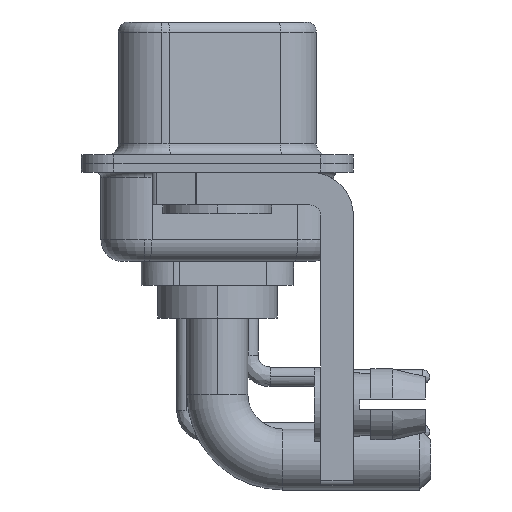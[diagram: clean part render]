
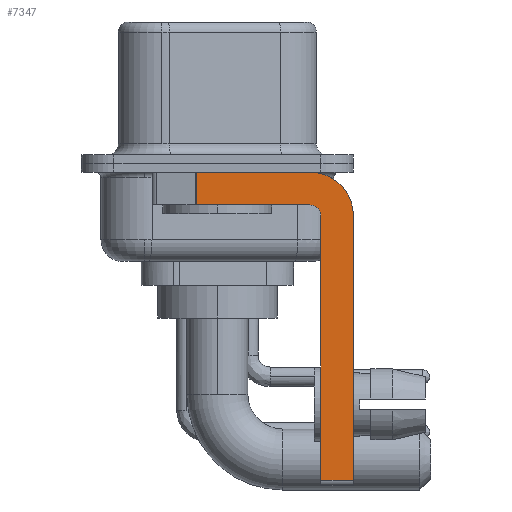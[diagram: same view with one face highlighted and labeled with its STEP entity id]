
A CAD part, left-side view. The second image highlights one B-rep face of the part: STEP entity #7347.
In plain terms, the highlighted planar face has unit normal (-1, 0, 0).
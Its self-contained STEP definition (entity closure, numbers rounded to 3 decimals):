
#453 = VECTOR ( 'NONE', #3454, 1000. ) ;
#466 = EDGE_CURVE ( 'NONE', #12964, #21940, #11402, .T. ) ;
#906 = CIRCLE ( 'NONE', #15600, 0.5 ) ;
#1191 = VECTOR ( 'NONE', #13255, 1000. ) ;
#1346 = DIRECTION ( 'NONE',  ( -1., 0., 0. ) ) ;
#1469 = CARTESIAN_POINT ( 'NONE',  ( -2.9, -4.25, -0.4 ) ) ;
#1531 = VECTOR ( 'NONE', #7845, 1000. ) ;
#3212 = CARTESIAN_POINT ( 'NONE',  ( -2.9, 0.978, -0.4 ) ) ;
#3234 = AXIS2_PLACEMENT_3D ( 'NONE', #19218, #8729, #17333 ) ;
#3454 = DIRECTION ( 'NONE',  ( 0., 0., 1. ) ) ;
#3698 = CARTESIAN_POINT ( 'NONE',  ( -2.9, -4.25, -14.55 ) ) ;
#3762 = PLANE ( 'NONE',  #5579 ) ;
#3981 = ORIENTED_EDGE ( 'NONE', *, *, #22910, .F. ) ;
#4101 = DIRECTION ( 'NONE',  ( 1., 0., 0. ) ) ;
#5029 = CARTESIAN_POINT ( 'NONE',  ( -2.9, -4.75, -14.55 ) ) ;
#5579 = AXIS2_PLACEMENT_3D ( 'NONE', #5753, #4101, #18145 ) ;
#5753 = CARTESIAN_POINT ( 'NONE',  ( -2.9, -4.25, -2.4 ) ) ;
#7072 = VERTEX_POINT ( 'NONE', #22948 ) ;
#7347 = ADVANCED_FACE ( 'NONE', ( #20237 ), #3762, .F. ) ;
#7563 = VECTOR ( 'NONE', #11531, 1000. ) ;
#7614 = CARTESIAN_POINT ( 'NONE',  ( -2.9, -4.25, -1.9 ) ) ;
#7845 = DIRECTION ( 'NONE',  ( 0., 1., 0. ) ) ;
#8729 = DIRECTION ( 'NONE',  ( 1., 0., 0. ) ) ;
#9419 = EDGE_CURVE ( 'NONE', #19484, #7072, #17956, .T. ) ;
#10030 = EDGE_CURVE ( 'NONE', #19390, #21940, #14695, .T. ) ;
#10375 = CARTESIAN_POINT ( 'NONE',  ( -2.9, -4.75, -2.4 ) ) ;
#11402 = LINE ( 'NONE', #15041, #15011 ) ;
#11531 = DIRECTION ( 'NONE',  ( 0., 0., -1. ) ) ;
#12084 = VECTOR ( 'NONE', #14779, 1000. ) ;
#12358 = EDGE_CURVE ( 'NONE', #14997, #7072, #21263, .T. ) ;
#12734 = ORIENTED_EDGE ( 'NONE', *, *, #23219, .F. ) ;
#12958 = CARTESIAN_POINT ( 'NONE',  ( -2.9, -6.25, -2.4 ) ) ;
#12964 = VERTEX_POINT ( 'NONE', #3212 ) ;
#13017 = LINE ( 'NONE', #22334, #1191 ) ;
#13255 = DIRECTION ( 'NONE',  ( 0., -1., 0. ) ) ;
#13372 = CIRCLE ( 'NONE', #3234, 2. ) ;
#14304 = EDGE_CURVE ( 'NONE', #15287, #19390, #906, .T. ) ;
#14647 = CARTESIAN_POINT ( 'NONE',  ( -2.9, 0.978, -1.9 ) ) ;
#14695 = LINE ( 'NONE', #7614, #1531 ) ;
#14779 = DIRECTION ( 'NONE',  ( 0., -1., 0. ) ) ;
#14997 = VERTEX_POINT ( 'NONE', #12958 ) ;
#15011 = VECTOR ( 'NONE', #18576, 1000. ) ;
#15041 = CARTESIAN_POINT ( 'NONE',  ( -2.9, 0.978, -1.9 ) ) ;
#15236 = EDGE_CURVE ( 'NONE', #17324, #14997, #13372, .T. ) ;
#15287 = VERTEX_POINT ( 'NONE', #10375 ) ;
#15600 = AXIS2_PLACEMENT_3D ( 'NONE', #21514, #1346, #19274 ) ;
#16179 = CARTESIAN_POINT ( 'NONE',  ( -2.9, -4.75, -14.8 ) ) ;
#17175 = CARTESIAN_POINT ( 'NONE',  ( -2.9, -6.25, -2.4 ) ) ;
#17324 = VERTEX_POINT ( 'NONE', #1469 ) ;
#17333 = DIRECTION ( 'NONE',  ( 0., 0., -1. ) ) ;
#17698 = EDGE_LOOP ( 'NONE', ( #3981, #22287, #20258, #20955, #12734, #19315, #21201, #23088 ) ) ;
#17956 = LINE ( 'NONE', #3698, #12084 ) ;
#18145 = DIRECTION ( 'NONE',  ( 0., 0., -1. ) ) ;
#18576 = DIRECTION ( 'NONE',  ( 0., 0., -1. ) ) ;
#18987 = CARTESIAN_POINT ( 'NONE',  ( -2.9, -4.25, -1.9 ) ) ;
#19218 = CARTESIAN_POINT ( 'NONE',  ( -2.9, -4.25, -2.4 ) ) ;
#19274 = DIRECTION ( 'NONE',  ( 0., 0., 1. ) ) ;
#19315 = ORIENTED_EDGE ( 'NONE', *, *, #9419, .T. ) ;
#19390 = VERTEX_POINT ( 'NONE', #18987 ) ;
#19484 = VERTEX_POINT ( 'NONE', #5029 ) ;
#20237 = FACE_OUTER_BOUND ( 'NONE', #17698, .T. ) ;
#20258 = ORIENTED_EDGE ( 'NONE', *, *, #10030, .F. ) ;
#20955 = ORIENTED_EDGE ( 'NONE', *, *, #14304, .F. ) ;
#21201 = ORIENTED_EDGE ( 'NONE', *, *, #12358, .F. ) ;
#21244 = LINE ( 'NONE', #16179, #453 ) ;
#21263 = LINE ( 'NONE', #17175, #7563 ) ;
#21514 = CARTESIAN_POINT ( 'NONE',  ( -2.9, -4.25, -2.4 ) ) ;
#21940 = VERTEX_POINT ( 'NONE', #14647 ) ;
#22287 = ORIENTED_EDGE ( 'NONE', *, *, #466, .T. ) ;
#22334 = CARTESIAN_POINT ( 'NONE',  ( -2.9, 3., -0.4 ) ) ;
#22910 = EDGE_CURVE ( 'NONE', #12964, #17324, #13017, .T. ) ;
#22948 = CARTESIAN_POINT ( 'NONE',  ( -2.9, -6.25, -14.55 ) ) ;
#23088 = ORIENTED_EDGE ( 'NONE', *, *, #15236, .F. ) ;
#23219 = EDGE_CURVE ( 'NONE', #19484, #15287, #21244, .T. ) ;
